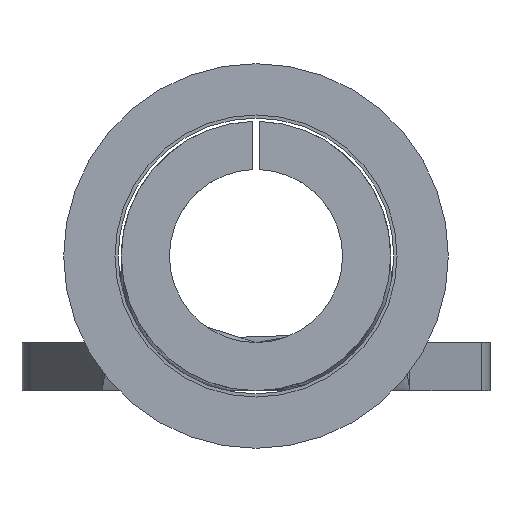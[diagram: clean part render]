
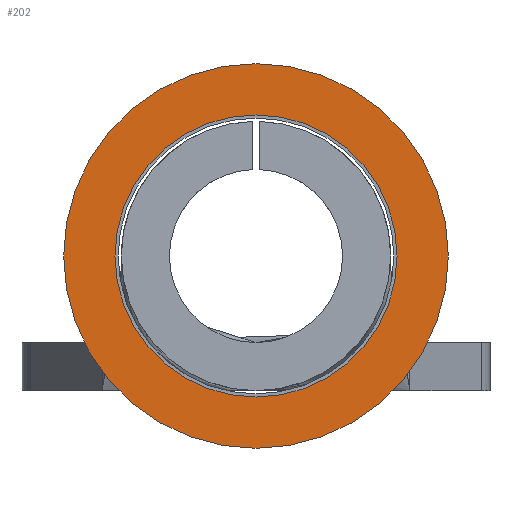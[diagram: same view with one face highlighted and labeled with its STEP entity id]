
A CAD part, front view. The second image highlights one B-rep face of the part: STEP entity #202.
In plain terms, the highlighted planar face has unit normal (0, -1, 0).
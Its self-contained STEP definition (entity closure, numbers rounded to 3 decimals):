
#11 = EDGE_CURVE ( 'NONE', #854, #159, #440, .T. ) ;
#45 = AXIS2_PLACEMENT_3D ( 'NONE', #1366, #1602, #1235 ) ;
#102 = CARTESIAN_POINT ( 'NONE',  ( -3., -18.375, 1.725 ) ) ;
#146 = AXIS2_PLACEMENT_3D ( 'NONE', #1588, #424, #835 ) ;
#159 = VERTEX_POINT ( 'NONE', #739 ) ;
#185 = FACE_BOUND ( 'NONE', #1311, .T. ) ;
#195 = DIRECTION ( 'NONE',  ( -1., 0., 0. ) ) ;
#202 = ADVANCED_FACE ( 'NONE', ( #185, #1505 ), #1294, .T. ) ;
#376 = AXIS2_PLACEMENT_3D ( 'NONE', #452, #850, #195 ) ;
#410 = AXIS2_PLACEMENT_3D ( 'NONE', #1044, #779, #1029 ) ;
#424 = DIRECTION ( 'NONE',  ( 0., 1., 0. ) ) ;
#440 = CIRCLE ( 'NONE', #1570, 2.2 ) ;
#452 = CARTESIAN_POINT ( 'NONE',  ( 0., -18.375, 1.725 ) ) ;
#492 = EDGE_CURVE ( 'NONE', #159, #854, #971, .T. ) ;
#594 = EDGE_CURVE ( 'NONE', #878, #1230, #701, .T. ) ;
#701 = CIRCLE ( 'NONE', #376, 3. ) ;
#707 = ORIENTED_EDGE ( 'NONE', *, *, #594, .F. ) ;
#739 = CARTESIAN_POINT ( 'NONE',  ( 2.2, -18.375, 1.725 ) ) ;
#775 = CARTESIAN_POINT ( 'NONE',  ( -2.2, -18.375, 1.725 ) ) ;
#778 = CARTESIAN_POINT ( 'NONE',  ( 3., -18.375, 1.725 ) ) ;
#779 = DIRECTION ( 'NONE',  ( 0., -1., 0. ) ) ;
#835 = DIRECTION ( 'NONE',  ( -1., 0., 0. ) ) ;
#850 = DIRECTION ( 'NONE',  ( 0., 1., 0. ) ) ;
#854 = VERTEX_POINT ( 'NONE', #775 ) ;
#878 = VERTEX_POINT ( 'NONE', #778 ) ;
#941 = ORIENTED_EDGE ( 'NONE', *, *, #492, .T. ) ;
#971 = CIRCLE ( 'NONE', #146, 2.2 ) ;
#984 = ORIENTED_EDGE ( 'NONE', *, *, #11, .T. ) ;
#996 = EDGE_CURVE ( 'NONE', #1230, #878, #1472, .T. ) ;
#1021 = DIRECTION ( 'NONE',  ( -1., 0., 0. ) ) ;
#1029 = DIRECTION ( 'NONE',  ( 1., 0., 0. ) ) ;
#1044 = CARTESIAN_POINT ( 'NONE',  ( -3., -18.375, 1.725 ) ) ;
#1135 = CARTESIAN_POINT ( 'NONE',  ( 0., -18.375, 1.725 ) ) ;
#1230 = VERTEX_POINT ( 'NONE', #102 ) ;
#1235 = DIRECTION ( 'NONE',  ( -1., 0., 0. ) ) ;
#1259 = DIRECTION ( 'NONE',  ( 0., 1., 0. ) ) ;
#1294 = PLANE ( 'NONE',  #410 ) ;
#1311 = EDGE_LOOP ( 'NONE', ( #984, #941 ) ) ;
#1366 = CARTESIAN_POINT ( 'NONE',  ( 0., -18.375, 1.725 ) ) ;
#1430 = EDGE_LOOP ( 'NONE', ( #1476, #707 ) ) ;
#1472 = CIRCLE ( 'NONE', #45, 3. ) ;
#1476 = ORIENTED_EDGE ( 'NONE', *, *, #996, .F. ) ;
#1505 = FACE_OUTER_BOUND ( 'NONE', #1430, .T. ) ;
#1570 = AXIS2_PLACEMENT_3D ( 'NONE', #1135, #1259, #1021 ) ;
#1588 = CARTESIAN_POINT ( 'NONE',  ( 0., -18.375, 1.725 ) ) ;
#1602 = DIRECTION ( 'NONE',  ( 0., 1., 0. ) ) ;
